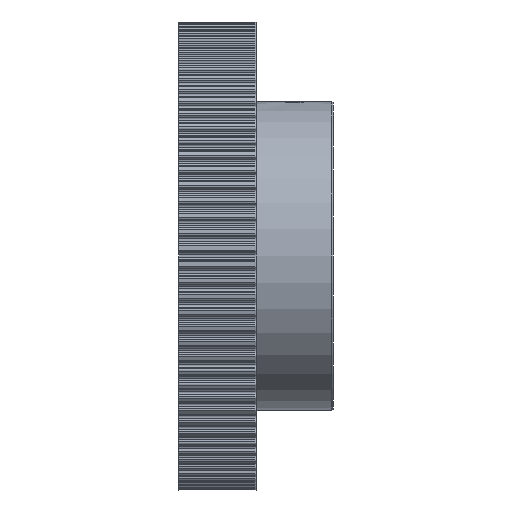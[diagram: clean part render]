
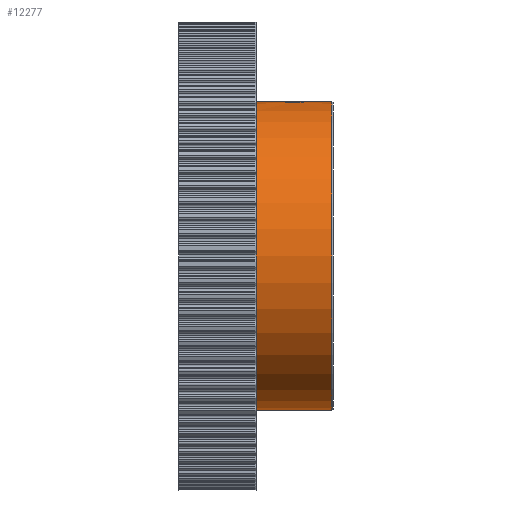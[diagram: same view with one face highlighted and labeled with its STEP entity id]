
A CAD part, front view. The second image highlights one B-rep face of the part: STEP entity #12277.
In plain terms, the highlighted cylindrical face has radius 19.05 mm (diameter 38.1 mm), a partial arc.
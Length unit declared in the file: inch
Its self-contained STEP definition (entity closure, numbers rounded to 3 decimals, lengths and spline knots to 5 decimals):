
#523 = CARTESIAN_POINT ( 'NONE',  ( -0.375, 0., 0.75 ) ) ;
#752 = VERTEX_POINT ( 'NONE', #21831 ) ;
#992 = VERTEX_POINT ( 'NONE', #4624 ) ;
#1356 = CARTESIAN_POINT ( 'NONE',  ( 0.11197, -0.04387, 0.74873 ) ) ;
#1507 = VERTEX_POINT ( 'NONE', #20121 ) ;
#1699 = CARTESIAN_POINT ( 'NONE',  ( 0.27449, -0.00071, 0.75 ) ) ;
#1797 = CARTESIAN_POINT ( 'NONE',  ( 0.23108, -0.07608, 0.74614 ) ) ;
#1881 = FACE_OUTER_BOUND ( 'NONE', #2161, .T. ) ;
#2161 = EDGE_LOOP ( 'NONE', ( #23777, #11370, #12830, #11064, #10047, #25807, #13038 ) ) ;
#2290 = CARTESIAN_POINT ( 'NONE',  ( 0., 0., 0. ) ) ;
#2794 = DIRECTION ( 'NONE',  ( -1., 0., 0. ) ) ;
#3829 = CARTESIAN_POINT ( 'NONE',  ( 0.10496, -0.02828, 0.74949 ) ) ;
#4187 = CARTESIAN_POINT ( 'NONE',  ( 0.27446, -0.0025, 0.75 ) ) ;
#4298 = CARTESIAN_POINT ( 'NONE',  ( 0.2156, -0.08315, 0.74538 ) ) ;
#4572 = VECTOR ( 'NONE', #15385, 39.37008 ) ;
#4624 = CARTESIAN_POINT ( 'NONE',  ( 0.1874, -0.08766, 0.74486 ) ) ;
#4797 = DIRECTION ( 'NONE',  ( 0., 0., 1. ) ) ;
#4976 = CIRCLE ( 'NONE', #25924, 0.75 ) ;
#5061 = VECTOR ( 'NONE', #31267, 39.37008 ) ;
#5662 = LINE ( 'NONE', #28150, #18003 ) ;
#5907 = EDGE_CURVE ( 'NONE', #752, #29426, #5662, .T. ) ;
#6351 = CARTESIAN_POINT ( 'NONE',  ( 0.10162, -0.01428, 0.74987 ) ) ;
#6586 = CARTESIAN_POINT ( 'NONE',  ( 0.27449, 0., 0.75 ) ) ;
#6691 = CARTESIAN_POINT ( 'NONE',  ( 0.27421, -0.00714, 0.74997 ) ) ;
#6797 = CARTESIAN_POINT ( 'NONE',  ( 0.19884, -0.0871, 0.74493 ) ) ;
#6891 = AXIS2_PLACEMENT_3D ( 'NONE', #17588, #2794, #20055 ) ;
#7221 = EDGE_CURVE ( 'NONE', #752, #1507, #16051, .T. ) ;
#7481 = VERTEX_POINT ( 'NONE', #30550 ) ;
#7885 = B_SPLINE_CURVE_WITH_KNOTS ( 'NONE', 3,
 ( #13650, #20940, #11270, #28282, #13759, #30734, #16178, #1356, #18599, #3829, #21044, #6351, #23459, #8854, #25933, #11379, #28387, #13858 ),
 .UNSPECIFIED., .F., .F.,
 ( 4, 2, 2, 2, 2, 2, 2, 2, 4 ),
 ( 0.5, 0.56248, 0.62496, 0.6562, 0.68743, 0.71867, 0.73429, 0.7421, 0.74991 ),
 .UNSPECIFIED. ) ;
#8236 = DIRECTION ( 'NONE',  ( 0., 0., 1. ) ) ;
#8854 = CARTESIAN_POINT ( 'NONE',  ( 0.10079, -0.00719, 0.74997 ) ) ;
#9212 = CARTESIAN_POINT ( 'NONE',  ( 0.27338, -0.01426, 0.74987 ) ) ;
#9317 = CARTESIAN_POINT ( 'NONE',  ( 0.1874, -0.08766, 0.74486 ) ) ;
#10047 = ORIENTED_EDGE ( 'NONE', *, *, #16681, .T. ) ;
#11064 = ORIENTED_EDGE ( 'NONE', *, *, #26517, .T. ) ;
#11270 = CARTESIAN_POINT ( 'NONE',  ( 0.16463, -0.08535, 0.74514 ) ) ;
#11370 = ORIENTED_EDGE ( 'NONE', *, *, #7221, .T. ) ;
#11379 = CARTESIAN_POINT ( 'NONE',  ( 0.10054, -0.00288, 0.75 ) ) ;
#11606 = CARTESIAN_POINT ( 'NONE',  ( 0.27449, -0.0003, 0.75 ) ) ;
#11710 = LINE ( 'NONE', #21447, #5061 ) ;
#11715 = CARTESIAN_POINT ( 'NONE',  ( 0.27004, -0.02825, 0.74949 ) ) ;
#12277 = ADVANCED_FACE ( 'NONE', ( #1881 ), #14333, .T. ) ;
#12707 = CARTESIAN_POINT ( 'NONE',  ( 0.27449, 0., 0.75 ) ) ;
#12830 = ORIENTED_EDGE ( 'NONE', *, *, #27678, .T. ) ;
#13038 = ORIENTED_EDGE ( 'NONE', *, *, #19039, .F. ) ;
#13650 = CARTESIAN_POINT ( 'NONE',  ( 0.1874, -0.08766, 0.74486 ) ) ;
#13667 = VERTEX_POINT ( 'NONE', #14215 ) ;
#13759 = CARTESIAN_POINT ( 'NONE',  ( 0.13399, -0.07005, 0.74677 ) ) ;
#13858 = CARTESIAN_POINT ( 'NONE',  ( 0.10051, 0., 0.75 ) ) ;
#14206 = CARTESIAN_POINT ( 'NONE',  ( 0.25706, -0.05387, 0.74811 ) ) ;
#14215 = CARTESIAN_POINT ( 'NONE',  ( 0.10051, 0., 0.75 ) ) ;
#14333 = CYLINDRICAL_SURFACE ( 'NONE', #17730, 0.75 ) ;
#15385 = DIRECTION ( 'NONE',  ( -1., 0., 0. ) ) ;
#15594 = CARTESIAN_POINT ( 'NONE',  ( -0.375, 0., 0. ) ) ;
#16051 = CIRCLE ( 'NONE', #6891, 0.75 ) ;
#16178 = CARTESIAN_POINT ( 'NONE',  ( 0.11832, -0.05345, 0.74811 ) ) ;
#16616 = CARTESIAN_POINT ( 'NONE',  ( 0.24059, -0.06968, 0.74676 ) ) ;
#16681 = EDGE_CURVE ( 'NONE', #992, #13667, #7885, .T. ) ;
#17588 = CARTESIAN_POINT ( 'NONE',  ( 0.3687, 0., 0. ) ) ;
#17608 = VERTEX_POINT ( 'NONE', #12707 ) ;
#17730 = AXIS2_PLACEMENT_3D ( 'NONE', #15594, #27796, #8236 ) ;
#18003 = VECTOR ( 'NONE', #30600, 39.37008 ) ;
#18599 = CARTESIAN_POINT ( 'NONE',  ( 0.10932, -0.03886, 0.74901 ) ) ;
#18944 = CARTESIAN_POINT ( 'NONE',  ( 0.27448, -0.00143, 0.75 ) ) ;
#19039 = EDGE_CURVE ( 'NONE', #29426, #7481, #4976, .T. ) ;
#19053 = CARTESIAN_POINT ( 'NONE',  ( 0.2261, -0.07876, 0.74586 ) ) ;
#19278 = EDGE_CURVE ( 'NONE', #13667, #7481, #30630, .T. ) ;
#19542 = DIRECTION ( 'NONE',  ( -1., 0., 0. ) ) ;
#20055 = DIRECTION ( 'NONE',  ( 0., 0., 1. ) ) ;
#20121 = CARTESIAN_POINT ( 'NONE',  ( 0.3687, 0., 0.75 ) ) ;
#20940 = CARTESIAN_POINT ( 'NONE',  ( 0.17613, -0.08765, 0.74486 ) ) ;
#21044 = CARTESIAN_POINT ( 'NONE',  ( 0.10329, -0.02272, 0.74968 ) ) ;
#21373 = CARTESIAN_POINT ( 'NONE',  ( 0.27437, -0.005, 0.74999 ) ) ;
#21447 = CARTESIAN_POINT ( 'NONE',  ( -0.375, 0., 0.75 ) ) ;
#21479 = CARTESIAN_POINT ( 'NONE',  ( 0.21006, -0.08485, 0.74519 ) ) ;
#21831 = CARTESIAN_POINT ( 'NONE',  ( 0.3687, 0., -0.75 ) ) ;
#23459 = CARTESIAN_POINT ( 'NONE',  ( 0.10121, -0.01146, 0.74992 ) ) ;
#23488 = B_SPLINE_CURVE_WITH_KNOTS ( 'NONE', 3,
 ( #6586, #11606, #1699, #18944, #4187, #21373, #6691, #23795, #9212, #26269, #11715, #28720, #14206, #31187, #16616, #1797, #19053, #4298, #21479, #6797, #23899, #9317 ),
 .UNSPECIFIED., .F., .F.,
 ( 4, 2, 1, 1, 2, 2, 2, 2, 2, 2, 2, 4 ),
 ( 0.24997, 0.25192, 0.25388, 0.25778, 0.2656, 0.28122, 0.31248, 0.37498, 0.40624, 0.43749, 0.46875, 0.5 ),
 .UNSPECIFIED. ) ;
#23777 = ORIENTED_EDGE ( 'NONE', *, *, #5907, .F. ) ;
#23795 = CARTESIAN_POINT ( 'NONE',  ( 0.2738, -0.01141, 0.74992 ) ) ;
#23899 = CARTESIAN_POINT ( 'NONE',  ( 0.19304, -0.08766, 0.74486 ) ) ;
#25807 = ORIENTED_EDGE ( 'NONE', *, *, #19278, .T. ) ;
#25924 = AXIS2_PLACEMENT_3D ( 'NONE', #2290, #19542, #4797 ) ;
#25933 = CARTESIAN_POINT ( 'NONE',  ( 0.10069, -0.00575, 0.74998 ) ) ;
#26269 = CARTESIAN_POINT ( 'NONE',  ( 0.27171, -0.02271, 0.74968 ) ) ;
#26517 = EDGE_CURVE ( 'NONE', #17608, #992, #23488, .T. ) ;
#27397 = CARTESIAN_POINT ( 'NONE',  ( 0., 0., -0.75 ) ) ;
#27678 = EDGE_CURVE ( 'NONE', #1507, #17608, #11710, .T. ) ;
#27796 = DIRECTION ( 'NONE',  ( -1., 0., 0. ) ) ;
#28150 = CARTESIAN_POINT ( 'NONE',  ( -0.375, 0., -0.75 ) ) ;
#28282 = CARTESIAN_POINT ( 'NONE',  ( 0.14365, -0.07656, 0.74609 ) ) ;
#28387 = CARTESIAN_POINT ( 'NONE',  ( 0.10051, -0.00139, 0.75 ) ) ;
#28720 = CARTESIAN_POINT ( 'NONE',  ( 0.26352, -0.04412, 0.74878 ) ) ;
#29426 = VERTEX_POINT ( 'NONE', #27397 ) ;
#30550 = CARTESIAN_POINT ( 'NONE',  ( 0., 0., 0.75 ) ) ;
#30600 = DIRECTION ( 'NONE',  ( -1., 0., 0. ) ) ;
#30630 = LINE ( 'NONE', #523, #4572 ) ;
#30734 = CARTESIAN_POINT ( 'NONE',  ( 0.12197, -0.05793, 0.74777 ) ) ;
#31187 = CARTESIAN_POINT ( 'NONE',  ( 0.24503, -0.06599, 0.7471 ) ) ;
#31267 = DIRECTION ( 'NONE',  ( -1., 0., 0. ) ) ;
